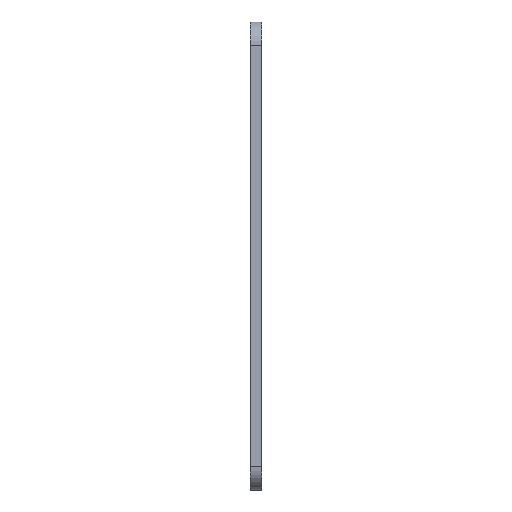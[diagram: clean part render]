
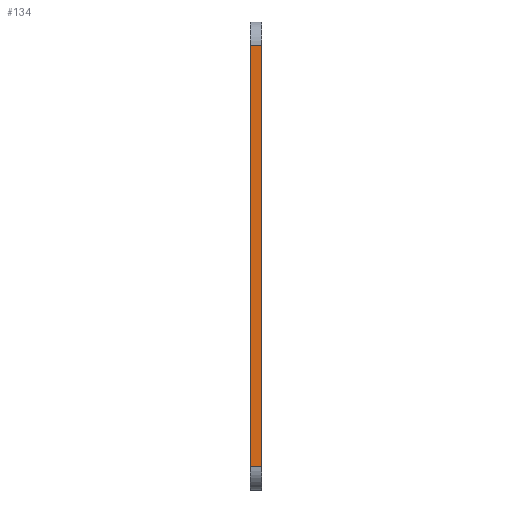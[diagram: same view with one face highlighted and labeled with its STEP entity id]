
A CAD part, left-side view. The second image highlights one B-rep face of the part: STEP entity #134.
In plain terms, the highlighted planar face has unit normal (-1, 0, 0).
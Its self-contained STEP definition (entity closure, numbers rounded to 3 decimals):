
#11 = PLANE ( 'NONE',  #2208 ) ;
#22 = VERTEX_POINT ( 'NONE', #2042 ) ;
#134 = ADVANCED_FACE ( 'NONE', ( #4496 ), #11, .F. ) ;
#196 = CARTESIAN_POINT ( 'NONE',  ( -120., 0., 54. ) ) ;
#237 = DIRECTION ( 'NONE',  ( 1., 0., 0. ) ) ;
#244 = VERTEX_POINT ( 'NONE', #810 ) ;
#301 = DIRECTION ( 'NONE',  ( 0., 0., -1. ) ) ;
#502 = ORIENTED_EDGE ( 'NONE', *, *, #2278, .T. ) ;
#519 = VECTOR ( 'NONE', #1458, 1000. ) ;
#612 = LINE ( 'NONE', #2185, #2427 ) ;
#810 = CARTESIAN_POINT ( 'NONE',  ( -120., 3., 54. ) ) ;
#822 = VECTOR ( 'NONE', #4434, 1000. ) ;
#1285 = VERTEX_POINT ( 'NONE', #1328 ) ;
#1328 = CARTESIAN_POINT ( 'NONE',  ( -120., 3., -54. ) ) ;
#1458 = DIRECTION ( 'NONE',  ( 0., 1., 0. ) ) ;
#1564 = LINE ( 'NONE', #3668, #519 ) ;
#1765 = EDGE_LOOP ( 'NONE', ( #4072, #3344, #502, #2534 ) ) ;
#1804 = DIRECTION ( 'NONE',  ( 0., 0., 1. ) ) ;
#2042 = CARTESIAN_POINT ( 'NONE',  ( -120., 0., -54. ) ) ;
#2185 = CARTESIAN_POINT ( 'NONE',  ( -120., 3., -54. ) ) ;
#2208 = AXIS2_PLACEMENT_3D ( 'NONE', #2240, #237, #301 ) ;
#2240 = CARTESIAN_POINT ( 'NONE',  ( -120., 3., -60. ) ) ;
#2278 = EDGE_CURVE ( 'NONE', #22, #4112, #2715, .T. ) ;
#2427 = VECTOR ( 'NONE', #3315, 1000. ) ;
#2446 = EDGE_CURVE ( 'NONE', #1285, #22, #612, .T. ) ;
#2449 = EDGE_CURVE ( 'NONE', #4112, #244, #1564, .T. ) ;
#2534 = ORIENTED_EDGE ( 'NONE', *, *, #2449, .T. ) ;
#2715 = LINE ( 'NONE', #3920, #3600 ) ;
#2889 = LINE ( 'NONE', #3750, #822 ) ;
#3315 = DIRECTION ( 'NONE',  ( 0., -1., 0. ) ) ;
#3344 = ORIENTED_EDGE ( 'NONE', *, *, #2446, .T. ) ;
#3600 = VECTOR ( 'NONE', #1804, 1000. ) ;
#3668 = CARTESIAN_POINT ( 'NONE',  ( -120., 3., 54. ) ) ;
#3750 = CARTESIAN_POINT ( 'NONE',  ( -120., 3., -60. ) ) ;
#3920 = CARTESIAN_POINT ( 'NONE',  ( -120., 0., -60. ) ) ;
#4072 = ORIENTED_EDGE ( 'NONE', *, *, #4082, .F. ) ;
#4082 = EDGE_CURVE ( 'NONE', #1285, #244, #2889, .T. ) ;
#4112 = VERTEX_POINT ( 'NONE', #196 ) ;
#4434 = DIRECTION ( 'NONE',  ( 0., 0., 1. ) ) ;
#4496 = FACE_OUTER_BOUND ( 'NONE', #1765, .T. ) ;
